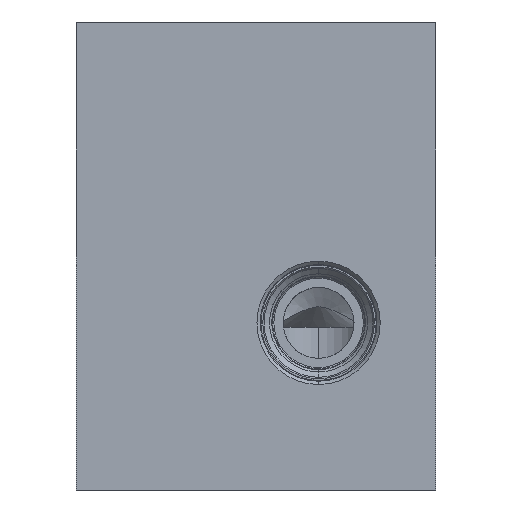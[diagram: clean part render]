
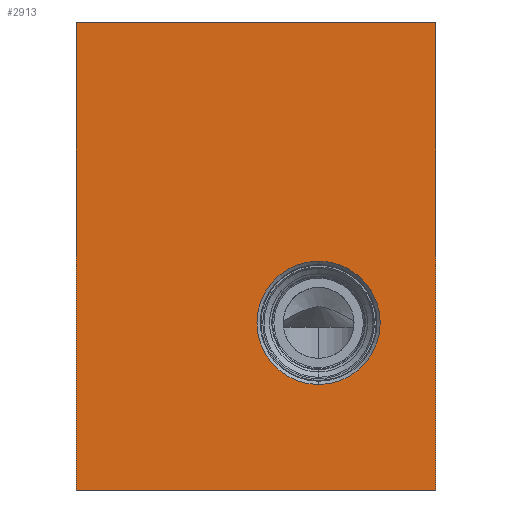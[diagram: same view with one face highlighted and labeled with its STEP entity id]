
A CAD part, front view. The second image highlights one B-rep face of the part: STEP entity #2913.
In plain terms, the highlighted planar face has unit normal (0, -1, 0).
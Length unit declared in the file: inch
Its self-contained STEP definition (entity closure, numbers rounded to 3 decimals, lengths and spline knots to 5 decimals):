
#5=DIRECTION('',(1.,0.,0.));
#6=VECTOR('',#5,2.688);
#7=CARTESIAN_POINT('',(0.,-3.875,0.));
#8=LINE('',#7,#6);
#419=DIRECTION('',(0.,0.,1.));
#420=VECTOR('',#419,3.5);
#421=CARTESIAN_POINT('',(2.688,-3.875,0.));
#422=LINE('',#421,#420);
#463=DIRECTION('',(0.,0.,1.));
#464=VECTOR('',#463,3.5);
#465=CARTESIAN_POINT('',(0.,-3.875,0.));
#466=LINE('',#465,#464);
#467=CARTESIAN_POINT('',(1.812,-3.875,1.25));
#468=DIRECTION('',(0.,1.,0.));
#469=DIRECTION('',(0.,0.,-1.));
#470=AXIS2_PLACEMENT_3D('',#467,#468,#469);
#472=CARTESIAN_POINT('',(1.812,-3.875,1.25));
#473=DIRECTION('',(0.,1.,0.));
#474=DIRECTION('',(0.,0.,1.));
#475=AXIS2_PLACEMENT_3D('',#472,#473,#474);
#489=DIRECTION('',(1.,0.,0.));
#490=VECTOR('',#489,2.688);
#491=CARTESIAN_POINT('',(0.,-3.875,3.5));
#492=LINE('',#491,#490);
#2408=CARTESIAN_POINT('',(0.,-3.875,0.));
#2410=VERTEX_POINT('',#2408);
#2411=CARTESIAN_POINT('',(2.688,-3.875,0.));
#2412=VERTEX_POINT('',#2411);
#2416=CARTESIAN_POINT('',(0.,-3.875,3.5));
#2418=VERTEX_POINT('',#2416);
#2419=CARTESIAN_POINT('',(2.688,-3.875,3.5));
#2420=VERTEX_POINT('',#2419);
#2653=CARTESIAN_POINT('',(1.812,-3.875,0.789));
#2654=CARTESIAN_POINT('',(1.812,-3.875,1.711));
#2655=VERTEX_POINT('',#2653);
#2656=VERTEX_POINT('',#2654);
#2895=CARTESIAN_POINT('',(0.,-3.875,0.));
#2896=DIRECTION('',(0.,-1.,0.));
#2897=DIRECTION('',(1.,0.,0.));
#2898=AXIS2_PLACEMENT_3D('',#2895,#2896,#2897);
#2899=PLANE('',#2898);
#2900=ORIENTED_EDGE('',*,*,#2717,.F.);
#2901=ORIENTED_EDGE('',*,*,#2748,.T.);
#2903=ORIENTED_EDGE('',*,*,#2902,.T.);
#2904=ORIENTED_EDGE('',*,*,#2863,.F.);
#2905=EDGE_LOOP('',(#2900,#2901,#2903,#2904));
#2906=FACE_OUTER_BOUND('',#2905,.F.);
#2908=ORIENTED_EDGE('',*,*,#2907,.F.);
#2910=ORIENTED_EDGE('',*,*,#2909,.F.);
#2911=EDGE_LOOP('',(#2908,#2910));
#2912=FACE_BOUND('',#2911,.F.);
#2913=ADVANCED_FACE('',(#2906,#2912),#2899,.T.);
#471=CIRCLE('',#470,0.461);
#476=CIRCLE('',#475,0.461);
#2717=EDGE_CURVE('',#2410,#2412,#8,.T.);
#2748=EDGE_CURVE('',#2410,#2418,#466,.T.);
#2863=EDGE_CURVE('',#2412,#2420,#422,.T.);
#2902=EDGE_CURVE('',#2418,#2420,#492,.T.);
#2907=EDGE_CURVE('',#2655,#2656,#471,.T.);
#2909=EDGE_CURVE('',#2656,#2655,#476,.T.);
